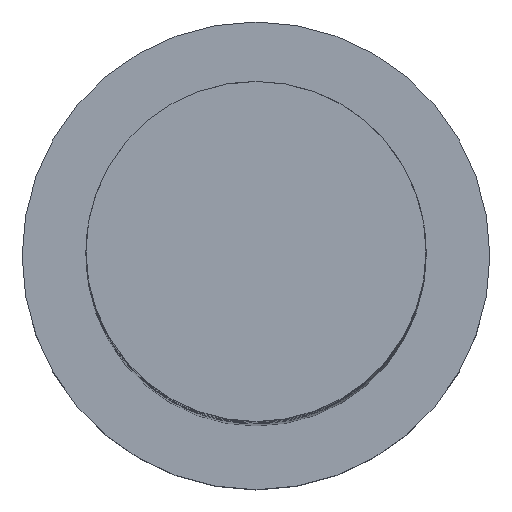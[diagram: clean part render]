
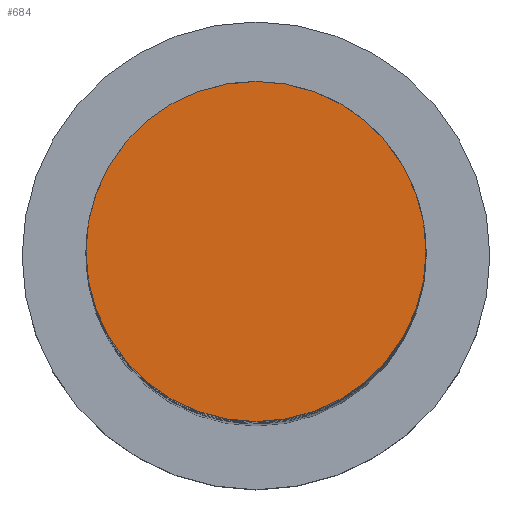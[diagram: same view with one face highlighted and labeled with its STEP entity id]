
A CAD part, top view. The second image highlights one B-rep face of the part: STEP entity #684.
In plain terms, the highlighted planar face has unit normal (0, 0, 1).
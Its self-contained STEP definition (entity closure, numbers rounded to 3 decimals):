
#60 = CARTESIAN_POINT ( 'NONE',  ( 0., 0., 125. ) ) ;
#132 = ORIENTED_EDGE ( 'NONE', *, *, #503, .T. ) ;
#191 = CARTESIAN_POINT ( 'NONE',  ( 0., 0., 125. ) ) ;
#382 = AXIS2_PLACEMENT_3D ( 'NONE', #1049, #1529, #436 ) ;
#436 = DIRECTION ( 'NONE',  ( 1., 0., 0. ) ) ;
#449 = DIRECTION ( 'NONE',  ( 0., 0., 1. ) ) ;
#462 = CIRCLE ( 'NONE', #382, 8. ) ;
#503 = EDGE_CURVE ( 'NONE', #1327, #1349, #723, .T. ) ;
#544 = DIRECTION ( 'NONE',  ( 1., 0., 0. ) ) ;
#681 = FACE_OUTER_BOUND ( 'NONE', #1466, .T. ) ;
#684 = ADVANCED_FACE ( 'NONE', ( #681 ), #808, .T. ) ;
#709 = EDGE_CURVE ( 'NONE', #1349, #1327, #462, .T. ) ;
#723 = CIRCLE ( 'NONE', #750, 8. ) ;
#750 = AXIS2_PLACEMENT_3D ( 'NONE', #191, #449, #1428 ) ;
#808 = PLANE ( 'NONE',  #811 ) ;
#811 = AXIS2_PLACEMENT_3D ( 'NONE', #60, #1283, #544 ) ;
#820 = ORIENTED_EDGE ( 'NONE', *, *, #709, .T. ) ;
#1049 = CARTESIAN_POINT ( 'NONE',  ( 0., 0., 125. ) ) ;
#1128 = CARTESIAN_POINT ( 'NONE',  ( -8., 0., 125. ) ) ;
#1283 = DIRECTION ( 'NONE',  ( 0., 0., 1. ) ) ;
#1327 = VERTEX_POINT ( 'NONE', #1128 ) ;
#1349 = VERTEX_POINT ( 'NONE', #1472 ) ;
#1428 = DIRECTION ( 'NONE',  ( 1., 0., 0. ) ) ;
#1466 = EDGE_LOOP ( 'NONE', ( #132, #820 ) ) ;
#1472 = CARTESIAN_POINT ( 'NONE',  ( 8., 0., 125. ) ) ;
#1529 = DIRECTION ( 'NONE',  ( 0., 0., 1. ) ) ;
